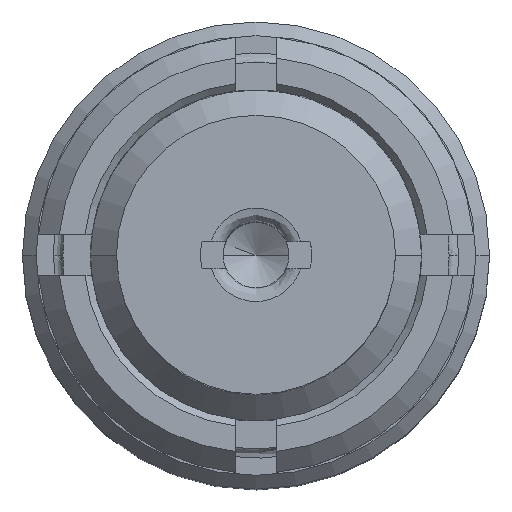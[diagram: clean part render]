
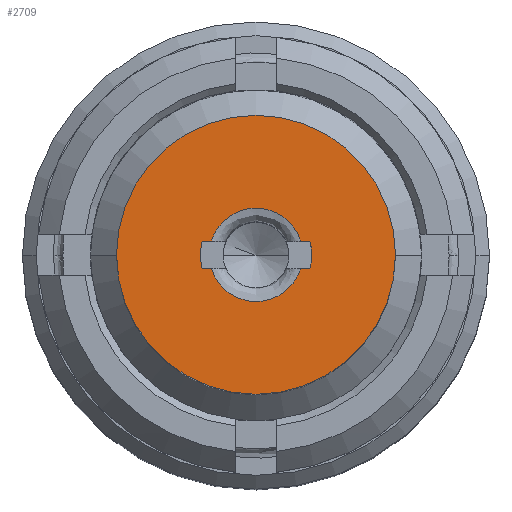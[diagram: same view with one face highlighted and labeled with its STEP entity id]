
A CAD part, top view. The second image highlights one B-rep face of the part: STEP entity #2709.
In plain terms, the highlighted planar face has unit normal (0, 0, 1).
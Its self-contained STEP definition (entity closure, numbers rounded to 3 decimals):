
#64 = ORIENTED_EDGE ( 'NONE', *, *, #1529, .F. ) ;
#81 = VERTEX_POINT ( 'NONE', #864 ) ;
#284 = CARTESIAN_POINT ( 'NONE',  ( 0., 0.24, -0.025 ) ) ;
#285 = LINE ( 'NONE', #3738, #5107 ) ;
#305 = DIRECTION ( 'NONE',  ( 0., 0., -1. ) ) ;
#347 = DIRECTION ( 'NONE',  ( -1., 0., 0. ) ) ;
#399 = FACE_OUTER_BOUND ( 'NONE', #1476, .T. ) ;
#416 = CIRCLE ( 'NONE', #2740, 1.015 ) ;
#421 = AXIS2_PLACEMENT_3D ( 'NONE', #5198, #5183, #5176 ) ;
#459 = EDGE_CURVE ( 'NONE', #3526, #5258, #1977, .T. ) ;
#487 = DIRECTION ( 'NONE',  ( 1., 0., 0. ) ) ;
#490 = AXIS2_PLACEMENT_3D ( 'NONE', #2274, #2266, #2253 ) ;
#507 = CARTESIAN_POINT ( 'NONE',  ( -0.405, 0.1, -0.025 ) ) ;
#588 = AXIS2_PLACEMENT_3D ( 'NONE', #284, #305, #347 ) ;
#725 = CARTESIAN_POINT ( 'NONE',  ( -0.392, -0.1, -0.025 ) ) ;
#755 = VERTEX_POINT ( 'NONE', #4679 ) ;
#864 = CARTESIAN_POINT ( 'NONE',  ( -0.325, -0.1, -0.025 ) ) ;
#940 = EDGE_CURVE ( 'NONE', #81, #5692, #5586, .T. ) ;
#978 = VERTEX_POINT ( 'NONE', #3644 ) ;
#1015 = CARTESIAN_POINT ( 'NONE',  ( -0.205, -0.491, -0.025 ) ) ;
#1110 = EDGE_LOOP ( 'NONE', ( #3616, #2452, #1510, #1543, #5340, #5690, #5237, #5308, #64 ) ) ;
#1250 = CARTESIAN_POINT ( 'NONE',  ( 0., 0., -0.025 ) ) ;
#1257 = DIRECTION ( 'NONE',  ( 0., 0., -1. ) ) ;
#1270 = DIRECTION ( 'NONE',  ( 1., 0., 0. ) ) ;
#1346 = VERTEX_POINT ( 'NONE', #2193 ) ;
#1476 = EDGE_LOOP ( 'NONE', ( #5577, #3430 ) ) ;
#1510 = ORIENTED_EDGE ( 'NONE', *, *, #2171, .T. ) ;
#1529 = EDGE_CURVE ( 'NONE', #5692, #978, #2664, .T. ) ;
#1543 = ORIENTED_EDGE ( 'NONE', *, *, #3021, .T. ) ;
#1693 = VECTOR ( 'NONE', #4667, 1000. ) ;
#1704 = CIRCLE ( 'NONE', #5841, 0.405 ) ;
#1944 = CIRCLE ( 'NONE', #421, 0.405 ) ;
#1969 = EDGE_CURVE ( 'NONE', #3526, #2825, #285, .T. ) ;
#1977 =( BOUNDED_CURVE ( )  B_SPLINE_CURVE ( 3, ( #3324, #3340, #3427, #3435 ),
 .UNSPECIFIED., .F., .F. ) 
 B_SPLINE_CURVE_WITH_KNOTS ( ( 4, 4 ),
 ( 0., 1. ),
 .UNSPECIFIED. ) 
 CURVE ( )  GEOMETRIC_REPRESENTATION_ITEM ( )  RATIONAL_B_SPLINE_CURVE ( ( 1., 0.529, 0.529, 1. ) ) 
 REPRESENTATION_ITEM ( '' )  );
#1988 = LINE ( 'NONE', #3910, #2695 ) ;
#2147 = DIRECTION ( 'NONE',  ( 0., 0., -1. ) ) ;
#2171 = EDGE_CURVE ( 'NONE', #3681, #1346, #5140, .T. ) ;
#2193 = CARTESIAN_POINT ( 'NONE',  ( -0.392, 0.1, -0.025 ) ) ;
#2253 = DIRECTION ( 'NONE',  ( 1., 0., 0. ) ) ;
#2266 = DIRECTION ( 'NONE',  ( 0., 0., -1. ) ) ;
#2274 = CARTESIAN_POINT ( 'NONE',  ( 0., 0., -0.025 ) ) ;
#2293 = VECTOR ( 'NONE', #487, 1000. ) ;
#2452 = ORIENTED_EDGE ( 'NONE', *, *, #2502, .T. ) ;
#2502 = EDGE_CURVE ( 'NONE', #81, #3681, #1988, .T. ) ;
#2517 = CARTESIAN_POINT ( 'NONE',  ( 0.325, 0.1, -0.025 ) ) ;
#2566 = AXIS2_PLACEMENT_3D ( 'NONE', #1250, #1257, #1270 ) ;
#2664 = LINE ( 'NONE', #4378, #1693 ) ;
#2685 = EDGE_CURVE ( 'NONE', #4402, #978, #1704, .T. ) ;
#2691 = CARTESIAN_POINT ( 'NONE',  ( 0.405, 0., -0.025 ) ) ;
#2695 = VECTOR ( 'NONE', #4250, 1000. ) ;
#2709 = ADVANCED_FACE ( 'NONE', ( #399, #4048 ), #2961, .F. ) ;
#2740 = AXIS2_PLACEMENT_3D ( 'NONE', #5476, #2147, #5560 ) ;
#2825 = VERTEX_POINT ( 'NONE', #4350 ) ;
#2845 = CARTESIAN_POINT ( 'NONE',  ( 0.325, -0.1, -0.025 ) ) ;
#2915 = DIRECTION ( 'NONE',  ( 0., 0., -1. ) ) ;
#2961 = PLANE ( 'NONE',  #588 ) ;
#2968 = CARTESIAN_POINT ( 'NONE',  ( 1.015, 0., -0.025 ) ) ;
#3021 = EDGE_CURVE ( 'NONE', #1346, #5258, #3122, .T. ) ;
#3122 = LINE ( 'NONE', #507, #2293 ) ;
#3279 = CARTESIAN_POINT ( 'NONE',  ( 0., 0., -0.025 ) ) ;
#3324 = CARTESIAN_POINT ( 'NONE',  ( 0.325, 0.1, -0.025 ) ) ;
#3327 = DIRECTION ( 'NONE',  ( 1., 0., 0. ) ) ;
#3340 = CARTESIAN_POINT ( 'NONE',  ( 0.205, 0.491, -0.025 ) ) ;
#3427 = CARTESIAN_POINT ( 'NONE',  ( -0.205, 0.491, -0.025 ) ) ;
#3430 = ORIENTED_EDGE ( 'NONE', *, *, #5029, .F. ) ;
#3435 = CARTESIAN_POINT ( 'NONE',  ( -0.325, 0.1, -0.025 ) ) ;
#3526 = VERTEX_POINT ( 'NONE', #2517 ) ;
#3554 = CARTESIAN_POINT ( 'NONE',  ( 0.205, -0.491, -0.025 ) ) ;
#3574 = CARTESIAN_POINT ( 'NONE',  ( 0.325, -0.1, -0.025 ) ) ;
#3616 = ORIENTED_EDGE ( 'NONE', *, *, #940, .F. ) ;
#3644 = CARTESIAN_POINT ( 'NONE',  ( 0.392, -0.1, -0.025 ) ) ;
#3681 = VERTEX_POINT ( 'NONE', #725 ) ;
#3738 = CARTESIAN_POINT ( 'NONE',  ( -0.405, 0.1, -0.025 ) ) ;
#3910 = CARTESIAN_POINT ( 'NONE',  ( -0.405, -0.1, -0.025 ) ) ;
#4048 = FACE_BOUND ( 'NONE', #1110, .T. ) ;
#4216 = CARTESIAN_POINT ( 'NONE',  ( -0.325, -0.1, -0.025 ) ) ;
#4250 = DIRECTION ( 'NONE',  ( -1., 0., 0. ) ) ;
#4350 = CARTESIAN_POINT ( 'NONE',  ( 0.392, 0.1, -0.025 ) ) ;
#4378 = CARTESIAN_POINT ( 'NONE',  ( 0., -0.1, -0.025 ) ) ;
#4402 = VERTEX_POINT ( 'NONE', #2691 ) ;
#4462 = VERTEX_POINT ( 'NONE', #2968 ) ;
#4667 = DIRECTION ( 'NONE',  ( 1., 0., 0. ) ) ;
#4679 = CARTESIAN_POINT ( 'NONE',  ( -1.015, 0., -0.025 ) ) ;
#4772 = EDGE_CURVE ( 'NONE', #4462, #755, #4784, .T. ) ;
#4784 = CIRCLE ( 'NONE', #490, 1.015 ) ;
#4939 = CARTESIAN_POINT ( 'NONE',  ( -0.325, 0.1, -0.025 ) ) ;
#5029 = EDGE_CURVE ( 'NONE', #755, #4462, #416, .T. ) ;
#5107 = VECTOR ( 'NONE', #5199, 1000. ) ;
#5140 = CIRCLE ( 'NONE', #2566, 0.405 ) ;
#5176 = DIRECTION ( 'NONE',  ( 1., 0., 0. ) ) ;
#5183 = DIRECTION ( 'NONE',  ( 0., 0., -1. ) ) ;
#5198 = CARTESIAN_POINT ( 'NONE',  ( 0., 0., -0.025 ) ) ;
#5199 = DIRECTION ( 'NONE',  ( 1., 0., 0. ) ) ;
#5228 = EDGE_CURVE ( 'NONE', #2825, #4402, #1944, .T. ) ;
#5237 = ORIENTED_EDGE ( 'NONE', *, *, #5228, .T. ) ;
#5258 = VERTEX_POINT ( 'NONE', #4939 ) ;
#5308 = ORIENTED_EDGE ( 'NONE', *, *, #2685, .T. ) ;
#5340 = ORIENTED_EDGE ( 'NONE', *, *, #459, .F. ) ;
#5476 = CARTESIAN_POINT ( 'NONE',  ( 0., 0., -0.025 ) ) ;
#5560 = DIRECTION ( 'NONE',  ( 1., 0., 0. ) ) ;
#5577 = ORIENTED_EDGE ( 'NONE', *, *, #4772, .F. ) ;
#5586 =( BOUNDED_CURVE ( )  B_SPLINE_CURVE ( 3, ( #4216, #1015, #3554, #3574 ),
 .UNSPECIFIED., .F., .F. ) 
 B_SPLINE_CURVE_WITH_KNOTS ( ( 4, 4 ),
 ( 0., 1. ),
 .UNSPECIFIED. ) 
 CURVE ( )  GEOMETRIC_REPRESENTATION_ITEM ( )  RATIONAL_B_SPLINE_CURVE ( ( 1., 0.529, 0.529, 1. ) ) 
 REPRESENTATION_ITEM ( '' )  );
#5690 = ORIENTED_EDGE ( 'NONE', *, *, #1969, .T. ) ;
#5692 = VERTEX_POINT ( 'NONE', #2845 ) ;
#5841 = AXIS2_PLACEMENT_3D ( 'NONE', #3279, #2915, #3327 ) ;
